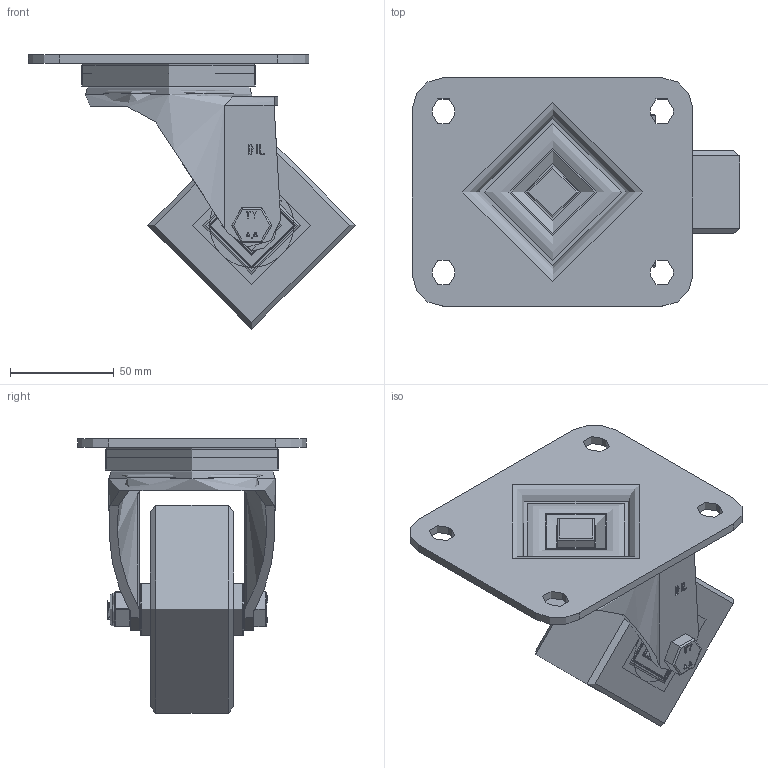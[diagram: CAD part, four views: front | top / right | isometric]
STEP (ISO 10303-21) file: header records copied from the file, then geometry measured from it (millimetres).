
FILE_DESCRIPTION(/* description */ (''),/* implementation_level */ '2;1');
FILE_NAME(/* name */ 'BZPH100PTBJ.step',/* time_stamp */ '2025-06-30T09:06:09+01:00',/* author */ (''),/* organization */ (''),/* preprocessor_version */ 'ST-DEVELOPER v20.1',/* originating_system */ 'Autodesk Translation Framework v14.10.0.0',/* authorisation */ '');
FILE_SCHEMA (('AUTOMOTIVE_DESIGN { 1 0 10303 214 3 1 1 }'));
Length unit declared in the file: millimetre
Products named in the file (27): BZPH100PTBJ; BZPH100AS v1; ZINC PLATED, PRESSED STEEL TOP PLATE; ZINC PLATED, PRESSED STEEL FORKS; BEARING SEAL; BZPH100WPTBJM20 v1; POLYURETHANE TYRE; CAST IRON RIM; CAST IRON RIM Geometry; SPACER; BEARING6204; BALL BEARINGS; BEARING6204 (1); BALL BEARINGS (1); Component3; STEEL; RUBBER; TH20X5X10 v1; ZINC PLATED, HEADED SPACER; TH20X5X10 v1 (1); ZINC PLATED, HEADED SPACER (1); HEXBOLTM10X70Z8.8 v2; GRADE 8.8 THREADED ZINC PLATED BOLT; NYLOCM10Z v1; NYLOC NUT; RUBBER (1); NUT
Assembly tree (43 placements, depth 5):
  BZPH100PTBJ
    BZPH100AS v1
      ZINC PLATED, PRESSED STEEL TOP PLATE
      ZINC PLATED, PRESSED STEEL FORKS
      BEARING SEAL
    BZPH100WPTBJM20 v1
      POLYURETHANE TYRE
      CAST IRON RIM
        CAST IRON RIM Geometry
        SPACER
      BEARING6204
        BALL BEARINGS
          Component3  x8
        STEEL
        RUBBER
      BEARING6204 (1)
        BALL BEARINGS (1)
          Component3  x8
        STEEL
        RUBBER
    TH20X5X10 v1
      ZINC PLATED, HEADED SPACER
    TH20X5X10 v1 (1)
      ZINC PLATED, HEADED SPACER (1)
    HEXBOLTM10X70Z8.8 v2
      GRADE 8.8 THREADED ZINC PLATED BOLT
    NYLOCM10Z v1
      NYLOC NUT
        RUBBER (1)
        NUT
Bounding box: 157.5 x 110 x 132 mm (x, y, z)
Volume: 448139.4 mm3; surface area: 166390.6 mm2
Topology: 38 solids, 38 shells, 1348 faces, 3601 edges, 2365 vertices
Faces by surface type: plane 643, bspline 382, cylinder 268, sphere 28, torus 24, cone 3
Full cylindrical faces by diameter (mm): 8.141 x18, 9.85 x19, 10 x3, 10.2 x2, 10.5 x2, 12 x2, 16 x2, 19.85 x2, 20 x3, 21 x1, 24 x1, 25 x3, 26 x1, 27 x10, 28 x2, 28.5 x4, 29 x8, 30 x1, 32 x1, 40 x4, 40.5 x4, 41.5 x4, 42 x8, 44 x2, 47 x4, 51 x2, 57 x2, 72 x1, 80 x1, 82.5 x2
Entity records: 35550 total; most frequent: CARTESIAN_POINT 14772, ORIENTED_EDGE 4488, DIRECTION 3580, EDGE_CURVE 2244, VERTEX_POINT 1465, AXIS2_PLACEMENT_3D 1206, LINE 1168, VECTOR 1168
